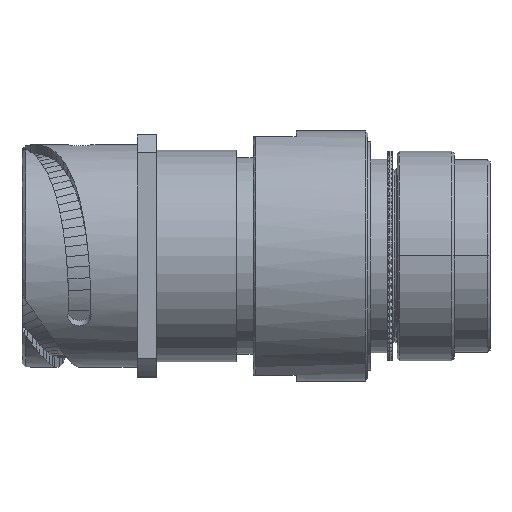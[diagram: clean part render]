
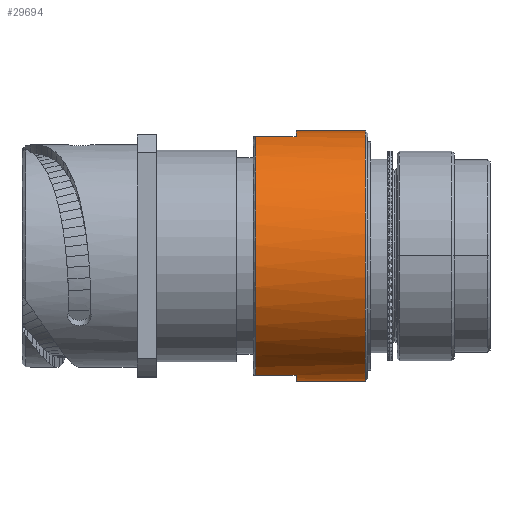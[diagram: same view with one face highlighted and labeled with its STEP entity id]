
A CAD part, top view. The second image highlights one B-rep face of the part: STEP entity #29694.
In plain terms, the highlighted cylindrical face has radius 26.25 mm (diameter 52.5 mm), a partial arc.
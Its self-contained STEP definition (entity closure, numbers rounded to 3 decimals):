
#3745=CARTESIAN_POINT('',(57.5,0.,0.));
#3746=DIRECTION('',(1.,0.,0.));
#3747=DIRECTION('',(0.,1.,0.));
#3748=AXIS2_PLACEMENT_3D('',#3745,#3746,#3747);
#3750=CARTESIAN_POINT('',(72.,0.,0.));
#3751=DIRECTION('',(-1.,0.,0.));
#3752=DIRECTION('',(0.,-1.,0.));
#3753=AXIS2_PLACEMENT_3D('',#3750,#3751,#3752);
#3755=CARTESIAN_POINT('',(57.5,0.,0.));
#3756=DIRECTION('',(1.,0.,0.));
#3757=DIRECTION('',(0.,-0.952,0.305));
#3758=AXIS2_PLACEMENT_3D('',#3755,#3756,#3757);
#3760=DIRECTION('',(1.,0.,0.));
#3761=VECTOR('',#3760,8.5);
#3762=CARTESIAN_POINT('',(49.,-25.,8.004));
#3763=LINE('7035',#3762,#3761);
#3764=CARTESIAN_POINT('',(49.,0.,0.));
#3765=DIRECTION('',(-1.,0.,0.));
#3766=DIRECTION('',(0.,-0.952,0.305));
#3767=AXIS2_PLACEMENT_3D('',#3764,#3765,#3766);
#3769=DIRECTION('',(1.,0.,0.));
#3770=VECTOR('',#3769,8.5);
#3771=CARTESIAN_POINT('',(49.,25.,8.004));
#3772=LINE('7034',#3771,#3770);
#3782=DIRECTION('',(-1.,0.,0.));
#3783=VECTOR('',#3782,14.5);
#3784=CARTESIAN_POINT('',(72.,-26.25,
0.));
#3785=LINE('7057',#3784,#3783);
#3791=DIRECTION('',(-1.,0.,0.));
#3792=VECTOR('',#3791,14.5);
#3793=CARTESIAN_POINT('',(72.,26.25,
0.));
#3794=LINE('7056',#3793,#3792);
#20803=CARTESIAN_POINT('',(57.5,26.25,0.));
#20804=CARTESIAN_POINT('',(57.5,25.,8.004));
#20805=VERTEX_POINT('',#20803);
#20806=VERTEX_POINT('',#20804);
#20807=CARTESIAN_POINT('',(57.5,-25.,8.004));
#20808=CARTESIAN_POINT('',(57.5,-26.25,0.));
#20809=VERTEX_POINT('',#20807);
#20810=VERTEX_POINT('',#20808);
#20811=CARTESIAN_POINT('',(49.,25.,8.004));
#20812=VERTEX_POINT('',#20811);
#20813=CARTESIAN_POINT('',(49.,-25.,8.004));
#20814=VERTEX_POINT('',#20813);
#20823=CARTESIAN_POINT('',(72.,-26.25,0.));
#20824=CARTESIAN_POINT('',(72.,26.25,0.));
#20825=VERTEX_POINT('',#20823);
#20826=VERTEX_POINT('',#20824);
#29674=CARTESIAN_POINT('',(47.3,0.,0.));
#29675=DIRECTION('',(1.,0.,0.));
#29676=DIRECTION('',(0.,-1.,0.));
#29677=AXIS2_PLACEMENT_3D('',#29674,#29675,#29676);
#29678=CYLINDRICAL_SURFACE('1525',#29677,26.25);
#29680=ORIENTED_EDGE('7032',*,*,#29679,.F.);
#29682=ORIENTED_EDGE('7056',*,*,#29681,.F.);
#29684=ORIENTED_EDGE('7042',*,*,#29683,.F.);
#29686=ORIENTED_EDGE('7057',*,*,#29685,.T.);
#29688=ORIENTED_EDGE('7033',*,*,#29687,.F.);
#29689=ORIENTED_EDGE('7035',*,*,#29637,.F.);
#29690=ORIENTED_EDGE('7053',*,*,#29660,.T.);
#29691=ORIENTED_EDGE('7034',*,*,#29594,.T.);
#29692=EDGE_LOOP('1525',(#29680,#29682,#29684,#29686,#29688,#29689,#29690,
#29691));
#29693=FACE_OUTER_BOUND('1525',#29692,.F.);
#3749=CIRCLE('7032',#3748,26.25);
#3754=CIRCLE('7042',#3753,26.25);
#3759=CIRCLE('7033',#3758,26.25);
#3768=CIRCLE('7053',#3767,26.25);
#29594=EDGE_CURVE('7034',#20812,#20806,#3772,.T.);
#29637=EDGE_CURVE('7035',#20814,#20809,#3763,.T.);
#29660=EDGE_CURVE('7053',#20814,#20812,#3768,.T.);
#29679=EDGE_CURVE('7032',#20805,#20806,#3749,.T.);
#29681=EDGE_CURVE('7056',#20826,#20805,#3794,.T.);
#29683=EDGE_CURVE('7042',#20825,#20826,#3754,.T.);
#29685=EDGE_CURVE('7057',#20825,#20810,#3785,.T.);
#29687=EDGE_CURVE('7033',#20809,#20810,#3759,.T.);
#29694=ADVANCED_FACE('1525',(#29693),#29678,.T.);
